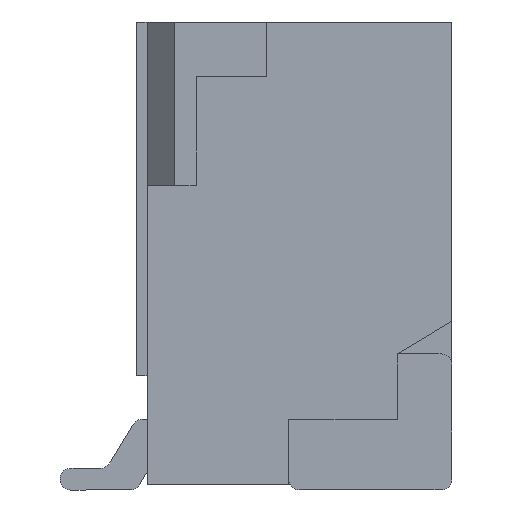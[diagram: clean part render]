
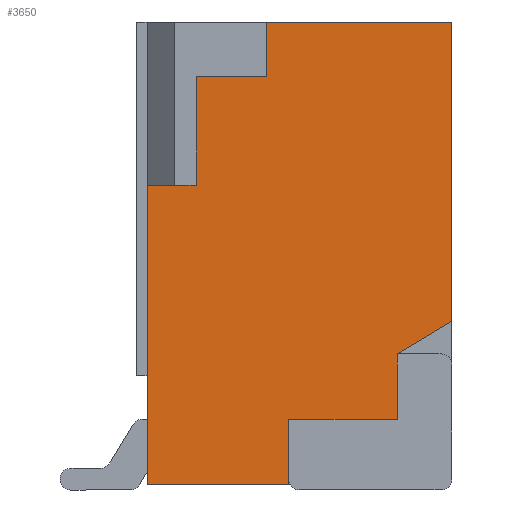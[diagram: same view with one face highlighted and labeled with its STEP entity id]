
A CAD part, left-side view. The second image highlights one B-rep face of the part: STEP entity #3650.
In plain terms, the highlighted planar face has unit normal (-1, 0, 0).
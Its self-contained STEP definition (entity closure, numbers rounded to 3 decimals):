
#3650=ADVANCED_FACE('',(#8304),#8306,.T.);
#8304=FACE_BOUND('',#8305,.T.);
#8305=EDGE_LOOP('',(#12110,#12111,#12112,#12113,#12114,#12115,#12116,#12117,#12118,
#12119,#12120,#12121));
#8306=PLANE('',#8307);
#8307=AXIS2_PLACEMENT_3D('',#8308,#8309,#8310);
#8308=CARTESIAN_POINT('',(-1.5,0.,0.));
#8309=DIRECTION('',(-1.,0.,0.));
#8310=DIRECTION('',(0.,0.,1.));
#12110=ORIENTED_EDGE('',*,*,#14618,.T.);
#12111=ORIENTED_EDGE('',*,*,#14619,.T.);
#12112=ORIENTED_EDGE('',*,*,#14620,.T.);
#12113=ORIENTED_EDGE('',*,*,#14621,.T.);
#12114=ORIENTED_EDGE('',*,*,#14622,.T.);
#12115=ORIENTED_EDGE('',*,*,#14485,.T.);
#12116=ORIENTED_EDGE('',*,*,#14617,.T.);
#12117=ORIENTED_EDGE('',*,*,#14623,.T.);
#12118=ORIENTED_EDGE('',*,*,#14624,.T.);
#12119=ORIENTED_EDGE('',*,*,#14625,.T.);
#12120=ORIENTED_EDGE('',*,*,#14593,.T.);
#12121=ORIENTED_EDGE('',*,*,#14626,.T.);
#14485=EDGE_CURVE('',#16960,#16958,#16961,.T.);
#14593=EDGE_CURVE('',#17175,#17173,#17176,.T.);
#14617=EDGE_CURVE('',#16958,#17213,#17215,.F.);
#14618=EDGE_CURVE('',#17216,#17217,#17218,.F.);
#14619=EDGE_CURVE('',#17217,#17219,#17220,.F.);
#14620=EDGE_CURVE('',#17219,#17221,#17222,.F.);
#14621=EDGE_CURVE('',#17221,#17223,#17224,.F.);
#14622=EDGE_CURVE('',#17223,#16960,#17225,.T.);
#14623=EDGE_CURVE('',#17213,#17226,#17227,.F.);
#14624=EDGE_CURVE('',#17226,#17228,#17229,.F.);
#14625=EDGE_CURVE('',#17228,#17175,#17230,.F.);
#14626=EDGE_CURVE('',#17173,#17216,#17231,.T.);
#16958=VERTEX_POINT('',#22189);
#16960=VERTEX_POINT('',#22193);
#16961=LINE('',#22194,#22195);
#17173=VERTEX_POINT('',#22620);
#17175=VERTEX_POINT('',#22624);
#17176=LINE('',#22625,#22626);
#17213=VERTEX_POINT('',#22708);
#17215=LINE('',#22712,#22713);
#17216=VERTEX_POINT('',#22715);
#17217=VERTEX_POINT('',#22716);
#17218=LINE('',#22717,#22718);
#17219=VERTEX_POINT('',#22720);
#17220=LINE('',#22721,#22722);
#17221=VERTEX_POINT('',#22724);
#17222=LINE('',#22725,#22726);
#17223=VERTEX_POINT('',#22728);
#17224=LINE('',#22729,#22730);
#17225=LINE('',#22732,#22733);
#17226=VERTEX_POINT('',#22735);
#17227=LINE('',#22736,#22737);
#17228=VERTEX_POINT('',#22739);
#17229=LINE('',#22740,#22741);
#17230=LINE('',#22743,#22744);
#17231=LINE('',#22746,#22747);
#22189=CARTESIAN_POINT('',(-1.5,-1.2,4.25));
#22193=CARTESIAN_POINT('',(-1.5,-2.9,4.25));
#22194=CARTESIAN_POINT('',(-1.5,-2.9,4.25));
#22195=VECTOR('',#22196,1.);
#22196=DIRECTION('',(0.,1.,0.));
#22620=CARTESIAN_POINT('',(-1.5,-0.1,0.));
#22624=CARTESIAN_POINT('',(-1.5,-0.1,2.75));
#22625=CARTESIAN_POINT('',(-1.5,-0.1,2.75));
#22626=VECTOR('',#22627,1.);
#22627=DIRECTION('',(0.,0.,-1.));
#22708=CARTESIAN_POINT('',(-1.5,-1.2,3.75));
#22712=CARTESIAN_POINT('',(-1.5,-1.2,3.75));
#22713=VECTOR('',#22714,1.);
#22714=DIRECTION('',(0.,0.,1.));
#22715=CARTESIAN_POINT('',(-1.5,-1.4,0.));
#22716=CARTESIAN_POINT('',(-1.5,-1.4,0.6));
#22717=CARTESIAN_POINT('',(-1.5,-1.4,0.6));
#22718=VECTOR('',#22719,1.);
#22719=DIRECTION('',(0.,0.,-1.));
#22720=CARTESIAN_POINT('',(-1.5,-2.4,0.6));
#22721=CARTESIAN_POINT('',(-1.5,-2.4,0.6));
#22722=VECTOR('',#22723,1.);
#22723=DIRECTION('',(0.,1.,0.));
#22724=CARTESIAN_POINT('',(-1.5,-2.4,1.2));
#22725=CARTESIAN_POINT('',(-1.5,-2.4,1.2));
#22726=VECTOR('',#22727,1.);
#22727=DIRECTION('',(0.,0.,-1.));
#22728=CARTESIAN_POINT('',(-1.5,-2.9,1.5));
#22729=CARTESIAN_POINT('',(-1.5,-2.9,1.5));
#22730=VECTOR('',#22731,1.);
#22731=DIRECTION('',(0.,0.857,-0.514));
#22732=CARTESIAN_POINT('',(-1.5,-2.9,1.5));
#22733=VECTOR('',#22734,1.);
#22734=DIRECTION('',(0.,0.,1.));
#22735=CARTESIAN_POINT('',(-1.5,-0.55,3.75));
#22736=CARTESIAN_POINT('',(-1.5,-0.55,3.75));
#22737=VECTOR('',#22738,1.);
#22738=DIRECTION('',(0.,-1.,0.));
#22739=CARTESIAN_POINT('',(-1.5,-0.55,2.75));
#22740=CARTESIAN_POINT('',(-1.5,-0.55,2.75));
#22741=VECTOR('',#22742,1.);
#22742=DIRECTION('',(0.,0.,1.));
#22743=CARTESIAN_POINT('',(-1.5,-0.1,2.75));
#22744=VECTOR('',#22745,1.);
#22745=DIRECTION('',(0.,-1.,0.));
#22746=CARTESIAN_POINT('',(-1.5,-0.1,0.));
#22747=VECTOR('',#22748,1.);
#22748=DIRECTION('',(0.,-1.,0.));
